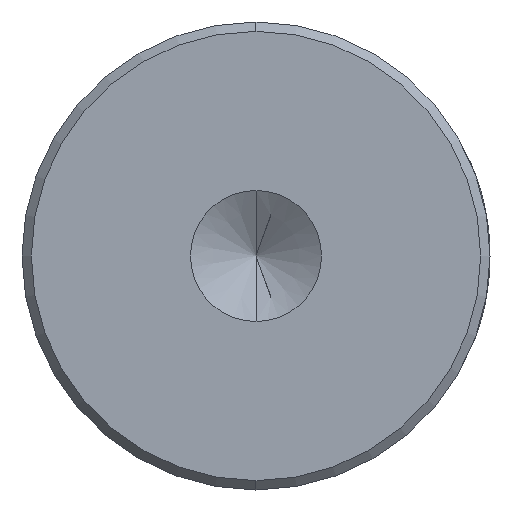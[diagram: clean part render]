
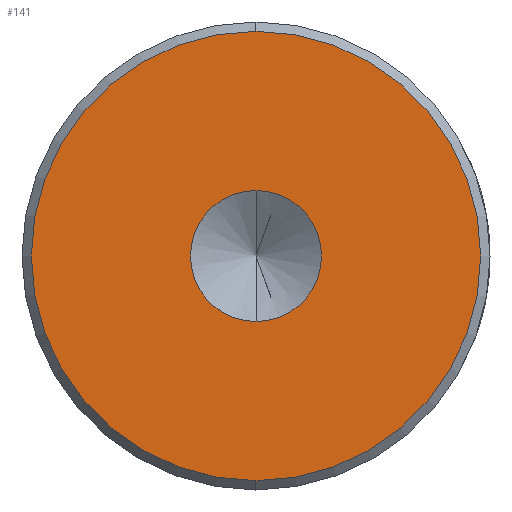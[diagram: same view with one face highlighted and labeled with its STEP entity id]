
A CAD part, left-side view. The second image highlights one B-rep face of the part: STEP entity #141.
In plain terms, the highlighted planar face has unit normal (-1, 0, 0).
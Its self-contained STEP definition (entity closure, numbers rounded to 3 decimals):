
#24 = EDGE_LOOP ( 'NONE', ( #885, #254 ) ) ;
#43 = CARTESIAN_POINT ( 'NONE',  ( 0., 0., -3.5 ) ) ;
#70 = CARTESIAN_POINT ( 'NONE',  ( 0., 0., 0. ) ) ;
#74 = AXIS2_PLACEMENT_3D ( 'NONE', #1211, #606, #1308 ) ;
#77 = CARTESIAN_POINT ( 'NONE',  ( 0., 0., -12.001 ) ) ;
#81 = CIRCLE ( 'NONE', #74, 12.001 ) ;
#141 = ADVANCED_FACE ( 'NONE', ( #705, #931 ), #292, .T. ) ;
#180 = ORIENTED_EDGE ( 'NONE', *, *, #732, .T. ) ;
#254 = ORIENTED_EDGE ( 'NONE', *, *, #1076, .F. ) ;
#283 = CIRCLE ( 'NONE', #307, 3.5 ) ;
#292 = PLANE ( 'NONE',  #295 ) ;
#295 = AXIS2_PLACEMENT_3D ( 'NONE', #70, #308, #305 ) ;
#305 = DIRECTION ( 'NONE',  ( 0., 0., 1. ) ) ;
#307 = AXIS2_PLACEMENT_3D ( 'NONE', #347, #1058, #453 ) ;
#308 = DIRECTION ( 'NONE',  ( -1., 0., 0. ) ) ;
#319 = EDGE_LOOP ( 'NONE', ( #180, #1043 ) ) ;
#345 = DIRECTION ( 'NONE',  ( -1., 0., 0. ) ) ;
#347 = CARTESIAN_POINT ( 'NONE',  ( 0., 0., 0. ) ) ;
#453 = DIRECTION ( 'NONE',  ( 0., 0., 1. ) ) ;
#456 = CARTESIAN_POINT ( 'NONE',  ( 0., 0., 0. ) ) ;
#487 = VERTEX_POINT ( 'NONE', #873 ) ;
#566 = DIRECTION ( 'NONE',  ( 0., 0., 1. ) ) ;
#606 = DIRECTION ( 'NONE',  ( -1., 0., 0. ) ) ;
#614 = AXIS2_PLACEMENT_3D ( 'NONE', #948, #345, #1056 ) ;
#616 = CARTESIAN_POINT ( 'NONE',  ( 0., 0., 12.001 ) ) ;
#672 = EDGE_CURVE ( 'NONE', #487, #1127, #1283, .T. ) ;
#705 = FACE_OUTER_BOUND ( 'NONE', #319, .T. ) ;
#732 = EDGE_CURVE ( 'NONE', #1295, #1334, #1253, .T. ) ;
#808 = AXIS2_PLACEMENT_3D ( 'NONE', #456, #1166, #566 ) ;
#873 = CARTESIAN_POINT ( 'NONE',  ( 0., 0., 3.5 ) ) ;
#885 = ORIENTED_EDGE ( 'NONE', *, *, #672, .F. ) ;
#911 = EDGE_CURVE ( 'NONE', #1334, #1295, #81, .T. ) ;
#931 = FACE_BOUND ( 'NONE', #24, .T. ) ;
#948 = CARTESIAN_POINT ( 'NONE',  ( 0., 0., 0. ) ) ;
#1043 = ORIENTED_EDGE ( 'NONE', *, *, #911, .T. ) ;
#1056 = DIRECTION ( 'NONE',  ( 0., 0., 1. ) ) ;
#1058 = DIRECTION ( 'NONE',  ( -1., 0., 0. ) ) ;
#1076 = EDGE_CURVE ( 'NONE', #1127, #487, #283, .T. ) ;
#1127 = VERTEX_POINT ( 'NONE', #43 ) ;
#1166 = DIRECTION ( 'NONE',  ( -1., 0., 0. ) ) ;
#1211 = CARTESIAN_POINT ( 'NONE',  ( 0., 0., 0. ) ) ;
#1253 = CIRCLE ( 'NONE', #808, 12.001 ) ;
#1283 = CIRCLE ( 'NONE', #614, 3.5 ) ;
#1295 = VERTEX_POINT ( 'NONE', #77 ) ;
#1308 = DIRECTION ( 'NONE',  ( 0., 0., 1. ) ) ;
#1334 = VERTEX_POINT ( 'NONE', #616 ) ;
